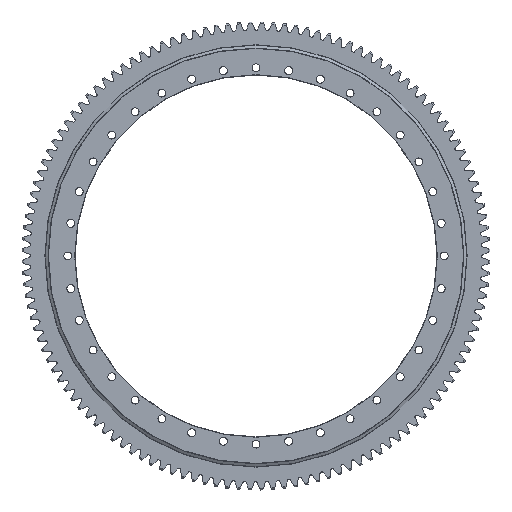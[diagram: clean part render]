
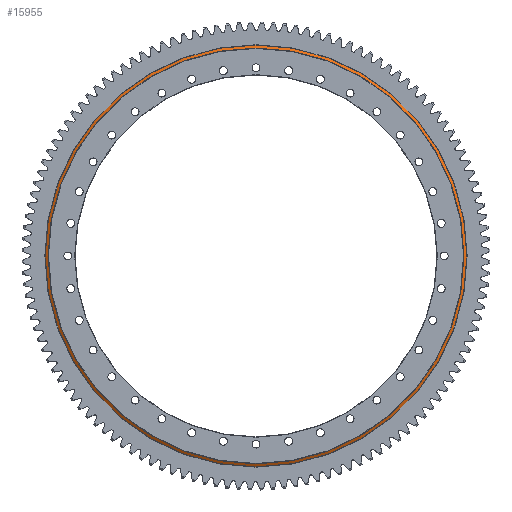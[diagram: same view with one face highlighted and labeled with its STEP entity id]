
A CAD part, top view. The second image highlights one B-rep face of the part: STEP entity #15955.
In plain terms, the highlighted conical face has half-angle 58.57 degrees and reference radius 577.5 mm.
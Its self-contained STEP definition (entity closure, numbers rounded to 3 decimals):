
#3061 = EDGE_CURVE ( 'NONE', #39086, #39086, #22360, .T. ) ;
#4280 = CIRCLE ( 'NONE', #41598, 585.044 ) ;
#4957 = CARTESIAN_POINT ( 'NONE',  ( 570.5, 2., 0. ) ) ;
#8451 = ORIENTED_EDGE ( 'NONE', *, *, #3061, .T. ) ;
#8825 = EDGE_LOOP ( 'NONE', ( #25460 ) ) ;
#9263 = DIRECTION ( 'NONE',  ( 0., -1., 0. ) ) ;
#10631 = EDGE_LOOP ( 'NONE', ( #8451 ) ) ;
#15955 = ADVANCED_FACE ( 'NONE', ( #52160, #29944 ), #36735, .T. ) ;
#17507 = EDGE_CURVE ( 'NONE', #31694, #31694, #4280, .T. ) ;
#22360 = CIRCLE ( 'NONE', #53439, 577.5 ) ;
#22490 = CARTESIAN_POINT ( 'NONE',  ( 570.5, -2.61, 0. ) ) ;
#22799 = AXIS2_PLACEMENT_3D ( 'NONE', #25658, #37784, #50904 ) ;
#22844 = DIRECTION ( 'NONE',  ( 0., 0., -1. ) ) ;
#25460 = ORIENTED_EDGE ( 'NONE', *, *, #17507, .F. ) ;
#25658 = CARTESIAN_POINT ( 'NONE',  ( 570.5, 2., 0. ) ) ;
#29944 = FACE_BOUND ( 'NONE', #10631, .T. ) ;
#31043 = CARTESIAN_POINT ( 'NONE',  ( 570.5, -2.61, -585.044 ) ) ;
#31694 = VERTEX_POINT ( 'NONE', #31043 ) ;
#36735 = CONICAL_SURFACE ( 'NONE', #22799, 577.5, 1.022 ) ;
#37784 = DIRECTION ( 'NONE',  ( 0., -1., 0. ) ) ;
#39086 = VERTEX_POINT ( 'NONE', #52667 ) ;
#40185 = DIRECTION ( 'NONE',  ( 0., -1., 0. ) ) ;
#41598 = AXIS2_PLACEMENT_3D ( 'NONE', #22490, #40185, #22844 ) ;
#50904 = DIRECTION ( 'NONE',  ( 0., 0., -1. ) ) ;
#52160 = FACE_OUTER_BOUND ( 'NONE', #8825, .T. ) ;
#52667 = CARTESIAN_POINT ( 'NONE',  ( 570.5, 2., -577.5 ) ) ;
#53061 = DIRECTION ( 'NONE',  ( 0., 0., -1. ) ) ;
#53439 = AXIS2_PLACEMENT_3D ( 'NONE', #4957, #9263, #53061 ) ;
